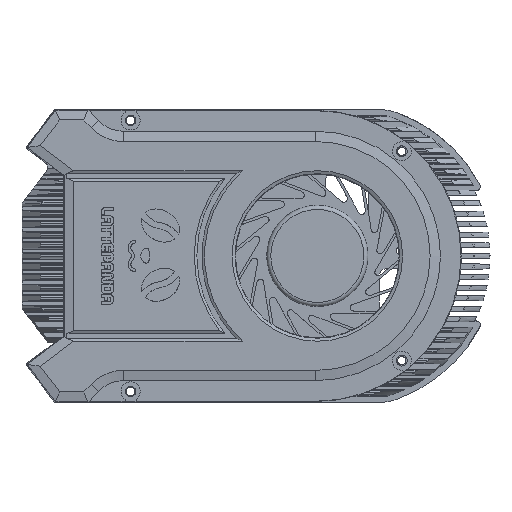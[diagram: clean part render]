
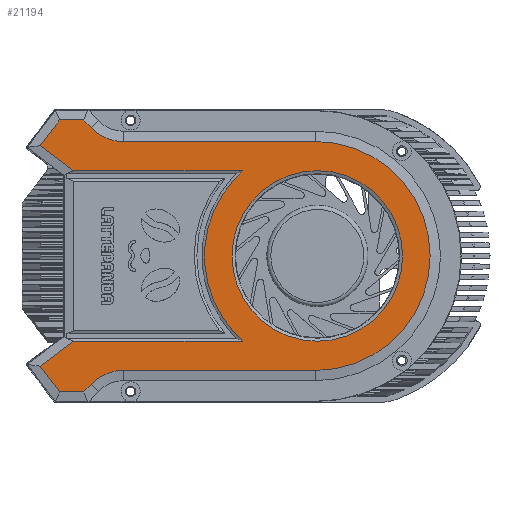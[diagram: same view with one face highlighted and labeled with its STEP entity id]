
A CAD part, top view. The second image highlights one B-rep face of the part: STEP entity #21194.
In plain terms, the highlighted planar face has unit normal (0, 0, 1).
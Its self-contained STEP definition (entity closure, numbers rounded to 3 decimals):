
#295=FACE_BOUND('',#6107,.T.);
#592=PLANE('',#22816);
#1665=LINE('',#35941,#3412);
#1666=LINE('',#35943,#3413);
#1667=LINE('',#35945,#3414);
#1668=LINE('',#35947,#3415);
#1669=LINE('',#35949,#3416);
#1670=LINE('',#35953,#3417);
#1671=LINE('',#35957,#3418);
#1672=LINE('',#35961,#3419);
#1673=LINE('',#35963,#3420);
#1674=LINE('',#35965,#3421);
#1675=LINE('',#35967,#3422);
#1676=LINE('',#35969,#3423);
#1677=LINE('',#35971,#3424);
#1678=LINE('',#35974,#3425);
#3412=VECTOR('',#26430,32.836);
#3413=VECTOR('',#26431,8.108);
#3414=VECTOR('',#26432,6.297);
#3415=VECTOR('',#26433,4.67);
#3416=VECTOR('',#26434,2.111);
#3417=VECTOR('',#26437,37.416);
#3418=VECTOR('',#26440,37.416);
#3419=VECTOR('',#26443,2.111);
#3420=VECTOR('',#26444,4.67);
#3421=VECTOR('',#26445,6.297);
#3422=VECTOR('',#26446,8.108);
#3423=VECTOR('',#26447,32.836);
#3424=VECTOR('',#26448,2.282);
#3425=VECTOR('',#26451,2.282);
#4916=FACE_OUTER_BOUND('',#6106,.T.);
#6106=EDGE_LOOP('',(#16681,#16682,#16683,#16684,#16685,#16686,#16687,#16688,
#16689,#16690,#16691,#16692,#16693,#16694,#16695,#16696,#16697,#16698));
#6107=EDGE_LOOP('',(#16699));
#7312=CIRCLE('',#22815,16.579);
#7313=CIRCLE('',#22817,8.6);
#7314=CIRCLE('',#22818,22.251);
#7315=CIRCLE('',#22819,8.6);
#7316=CIRCLE('',#22820,21.942);
#9268=VERTEX_POINT('',#35935);
#9269=VERTEX_POINT('',#35939);
#9270=VERTEX_POINT('',#35940);
#9271=VERTEX_POINT('',#35942);
#9272=VERTEX_POINT('',#35944);
#9273=VERTEX_POINT('',#35946);
#9274=VERTEX_POINT('',#35948);
#9275=VERTEX_POINT('',#35950);
#9276=VERTEX_POINT('',#35952);
#9277=VERTEX_POINT('',#35954);
#9278=VERTEX_POINT('',#35956);
#9279=VERTEX_POINT('',#35958);
#9280=VERTEX_POINT('',#35960);
#9281=VERTEX_POINT('',#35962);
#9282=VERTEX_POINT('',#35964);
#9283=VERTEX_POINT('',#35966);
#9284=VERTEX_POINT('',#35968);
#9285=VERTEX_POINT('',#35970);
#9286=VERTEX_POINT('',#35972);
#11922=EDGE_CURVE('',#9268,#9268,#7312,.T.);
#11923=EDGE_CURVE('',#9269,#9270,#1665,.T.);
#11924=EDGE_CURVE('',#9270,#9271,#1666,.T.);
#11925=EDGE_CURVE('',#9271,#9272,#1667,.T.);
#11926=EDGE_CURVE('',#9272,#9273,#1668,.T.);
#11927=EDGE_CURVE('',#9273,#9274,#1669,.T.);
#11928=EDGE_CURVE('',#9275,#9274,#7313,.T.);
#11929=EDGE_CURVE('',#9275,#9276,#1670,.T.);
#11930=EDGE_CURVE('',#9277,#9276,#7314,.T.);
#11931=EDGE_CURVE('',#9277,#9278,#1671,.T.);
#11932=EDGE_CURVE('',#9279,#9278,#7315,.T.);
#11933=EDGE_CURVE('',#9279,#9280,#1672,.T.);
#11934=EDGE_CURVE('',#9280,#9281,#1673,.T.);
#11935=EDGE_CURVE('',#9281,#9282,#1674,.T.);
#11936=EDGE_CURVE('',#9282,#9283,#1675,.T.);
#11937=EDGE_CURVE('',#9284,#9283,#1676,.T.);
#11938=EDGE_CURVE('',#9285,#9284,#1677,.T.);
#11939=EDGE_CURVE('',#9286,#9285,#7316,.T.);
#11940=EDGE_CURVE('',#9269,#9286,#1678,.T.);
#16681=ORIENTED_EDGE('',*,*,#11923,.T.);
#16682=ORIENTED_EDGE('',*,*,#11924,.T.);
#16683=ORIENTED_EDGE('',*,*,#11925,.T.);
#16684=ORIENTED_EDGE('',*,*,#11926,.T.);
#16685=ORIENTED_EDGE('',*,*,#11927,.T.);
#16686=ORIENTED_EDGE('',*,*,#11928,.F.);
#16687=ORIENTED_EDGE('',*,*,#11929,.T.);
#16688=ORIENTED_EDGE('',*,*,#11930,.F.);
#16689=ORIENTED_EDGE('',*,*,#11931,.T.);
#16690=ORIENTED_EDGE('',*,*,#11932,.F.);
#16691=ORIENTED_EDGE('',*,*,#11933,.T.);
#16692=ORIENTED_EDGE('',*,*,#11934,.T.);
#16693=ORIENTED_EDGE('',*,*,#11935,.T.);
#16694=ORIENTED_EDGE('',*,*,#11936,.T.);
#16695=ORIENTED_EDGE('',*,*,#11937,.F.);
#16696=ORIENTED_EDGE('',*,*,#11938,.F.);
#16697=ORIENTED_EDGE('',*,*,#11939,.F.);
#16698=ORIENTED_EDGE('',*,*,#11940,.F.);
#16699=ORIENTED_EDGE('',*,*,#11922,.F.);
#21194=ADVANCED_FACE('',(#4916,#295),#592,.T.);
#22815=AXIS2_PLACEMENT_3D('',#35937,#26426,#26427);
#22816=AXIS2_PLACEMENT_3D('',#35938,#26428,#26429);
#22817=AXIS2_PLACEMENT_3D('',#35951,#26435,#26436);
#22818=AXIS2_PLACEMENT_3D('',#35955,#26438,#26439);
#22819=AXIS2_PLACEMENT_3D('',#35959,#26441,#26442);
#22820=AXIS2_PLACEMENT_3D('',#35973,#26449,#26450);
#26426=DIRECTION('center_axis',(0.,0.,1.));
#26427=DIRECTION('ref_axis',(-1.,0.,0.));
#26428=DIRECTION('center_axis',(0.,0.,1.));
#26429=DIRECTION('ref_axis',(1.,0.,0.));
#26430=DIRECTION('',(-1.,0.,0.));
#26431=DIRECTION('',(-0.798,-0.603,0.));
#26432=DIRECTION('',(0.606,-0.796,0.));
#26433=DIRECTION('',(1.,0.,0.));
#26434=DIRECTION('',(0.69,0.724,0.));
#26435=DIRECTION('center_axis',(0.,0.,1.));
#26436=DIRECTION('ref_axis',(0.,1.,0.));
#26437=DIRECTION('',(1.,0.,0.));
#26438=DIRECTION('center_axis',(0.,0.,-1.));
#26439=DIRECTION('ref_axis',(1.,0.,0.));
#26440=DIRECTION('',(-1.,0.,0.));
#26441=DIRECTION('center_axis',(0.,0.,1.));
#26442=DIRECTION('ref_axis',(-0.724,-0.69,0.));
#26443=DIRECTION('',(-0.69,0.724,0.));
#26444=DIRECTION('',(-1.,0.,0.));
#26445=DIRECTION('',(-0.606,-0.796,0.));
#26446=DIRECTION('',(0.798,-0.603,0.));
#26447=DIRECTION('',(-1.,0.,0.));
#26448=DIRECTION('',(0.678,0.735,0.));
#26449=DIRECTION('center_axis',(0.,0.,-1.));
#26450=DIRECTION('ref_axis',(-0.735,-0.678,0.));
#26451=DIRECTION('',(-0.678,0.735,0.));
#35935=CARTESIAN_POINT('',(24.713,-31.529,13.853));
#35937=CARTESIAN_POINT('Origin',(8.134,-31.529,13.853));
#35938=CARTESIAN_POINT('Origin',(7.825,-31.529,13.853));
#35939=CARTESIAN_POINT('',(-6.453,-48.078,13.853));
#35940=CARTESIAN_POINT('',(-39.289,-48.078,13.853));
#35941=CARTESIAN_POINT('',(-6.453,-48.078,13.853));
#35942=CARTESIAN_POINT('',(-45.758,-52.966,13.853));
#35943=CARTESIAN_POINT('',(-39.289,-48.078,13.853));
#35944=CARTESIAN_POINT('',(-41.944,-57.977,13.853));
#35945=CARTESIAN_POINT('',(-45.758,-52.966,13.853));
#35946=CARTESIAN_POINT('',(-37.274,-57.977,13.853));
#35947=CARTESIAN_POINT('',(-41.944,-57.977,13.853));
#35948=CARTESIAN_POINT('',(-35.819,-56.448,13.853));
#35949=CARTESIAN_POINT('',(-37.274,-57.977,13.853));
#35950=CARTESIAN_POINT('',(-29.591,-53.779,13.853));
#35951=CARTESIAN_POINT('Origin',(-29.591,-62.379,13.853));
#35952=CARTESIAN_POINT('',(7.825,-53.779,13.853));
#35953=CARTESIAN_POINT('',(-29.591,-53.779,13.853));
#35954=CARTESIAN_POINT('',(7.825,-9.278,13.853));
#35955=CARTESIAN_POINT('Origin',(7.825,-31.529,13.853));
#35956=CARTESIAN_POINT('',(-29.591,-9.278,13.853));
#35957=CARTESIAN_POINT('',(7.825,-9.278,13.853));
#35958=CARTESIAN_POINT('',(-35.819,-6.609,13.853));
#35959=CARTESIAN_POINT('Origin',(-29.591,-0.678,13.853));
#35960=CARTESIAN_POINT('',(-37.274,-5.08,13.853));
#35961=CARTESIAN_POINT('',(-35.819,-6.609,13.853));
#35962=CARTESIAN_POINT('',(-41.944,-5.08,13.853));
#35963=CARTESIAN_POINT('',(-37.274,-5.08,13.853));
#35964=CARTESIAN_POINT('',(-45.758,-10.091,13.853));
#35965=CARTESIAN_POINT('',(-41.944,-5.08,13.853));
#35966=CARTESIAN_POINT('',(-39.289,-14.979,13.853));
#35967=CARTESIAN_POINT('',(-45.758,-10.091,13.853));
#35968=CARTESIAN_POINT('',(-6.453,-14.979,13.853));
#35969=CARTESIAN_POINT('',(-6.453,-14.979,13.853));
#35970=CARTESIAN_POINT('',(-8.,-16.657,13.853));
#35971=CARTESIAN_POINT('',(-8.,-16.657,13.853));
#35972=CARTESIAN_POINT('',(-8.,-46.4,13.853));
#35973=CARTESIAN_POINT('Origin',(8.134,-31.529,13.853));
#35974=CARTESIAN_POINT('',(-6.453,-48.078,13.853));
